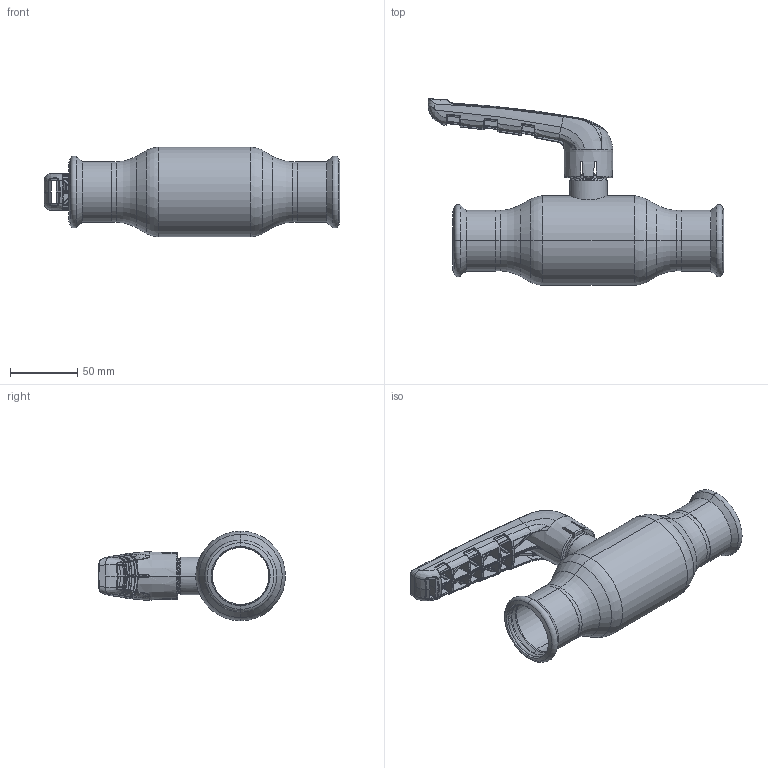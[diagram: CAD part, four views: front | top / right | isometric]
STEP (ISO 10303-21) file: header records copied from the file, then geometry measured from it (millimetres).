
FILE_DESCRIPTION (( 'STEP AP214' ), '1' );
FILE_NAME ('2040000100-xxxx.step', '2019-05-09T11:03:14', ( '' ), ( '' ), 'SwSTEP 2.0', 'SolidWorks 2017', '' );
FILE_SCHEMA (( 'AUTOMOTIVE_DESIGN' ));
Length unit declared in the file: millimetre
Products named in the file (1): 2040000100-xxxx
Bounding box: 220.15 x 139.05 x 66.68 mm (x, y, z)
Surface area: 74582.6 mm2 (no closed solid volume)
Topology: 0 solids, 11 shells, 818 faces, 2836 edges, 1870 vertices
Faces by surface type: bspline 684, plane 38, cone 31, cylinder 26, torus 25, sphere 14
Entity records: 63434 total; most frequent: CARTESIAN_POINT 37050, ORIENTED_EDGE 4429, EDGE_CURVE 2805, B_SPLINE_CURVE_WITH_KNOTS 2014, VERTEX_POINT 1866, DIRECTION 1693, EDGE_LOOP 829, UNCERTAINTY_MEASURE_WITH_UNIT 820
